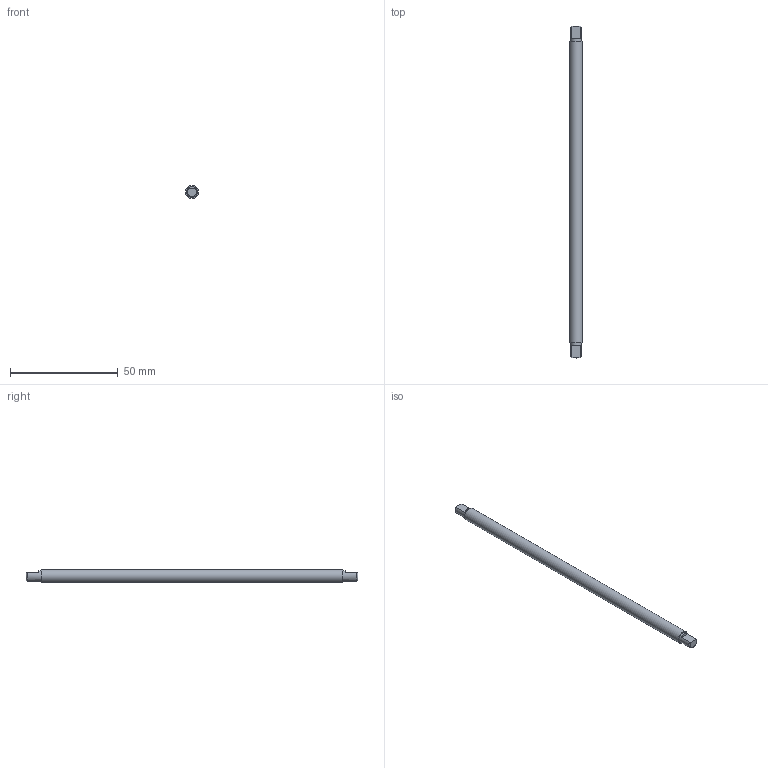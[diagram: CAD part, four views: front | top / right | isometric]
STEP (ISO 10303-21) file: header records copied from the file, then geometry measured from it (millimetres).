
FILE_DESCRIPTION(/* description */ (''),/* implementation_level */ '2;1');
FILE_NAME(/* name */ '281415_et-00.stp',/* time_stamp */ '2022-03-05T19:21:19+01:00',/* author */ (''),/* organization */ (''),/* preprocessor_version */ 'ST-DEVELOPER v16.7',/* originating_system */ 'SIEMENS PLM Software NX 1919',/* authorisation */ '');
FILE_SCHEMA (('AUTOMOTIVE_DESIGN { 1 0 10303 214 3 1 1 1 }'));
Length unit declared in the file: millimetre
Products named in the file (1): 281415_et-00
Bounding box: 6 x 154 x 6 mm (x, y, z)
Volume: 4198.4 mm3; surface area: 2900.4 mm2
Topology: 1 solids, 1 shells, 13 faces, 27 edges, 18 vertices
Faces by surface type: plane 8, cylinder 3, cone 2
Full cylindrical faces by diameter (mm): 5 x2, 6 x1
Entity records: 346 total; most frequent: CARTESIAN_POINT 64, DIRECTION 56, ORIENTED_EDGE 44, AXIS2_PLACEMENT_3D 24, EDGE_CURVE 22, EDGE_LOOP 18, VERTEX_POINT 16, ADVANCED_FACE 13
